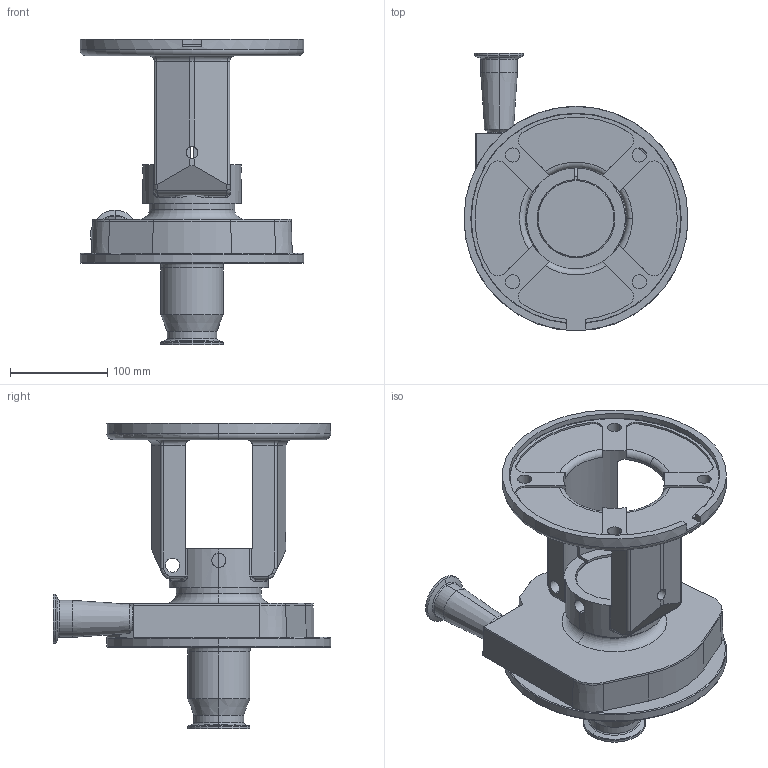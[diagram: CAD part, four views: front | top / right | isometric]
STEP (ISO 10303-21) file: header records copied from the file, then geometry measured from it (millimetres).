
FILE_DESCRIPTION (( 'STEP AP214' ), '1' );
FILE_NAME ('FPR 721-722-731 180-210TC VERT.STEP', '2023-01-10T17:24:22', ( '' ), ( '' ), 'SwSTEP 2.0', 'SolidWorks 2021', '' );
FILE_SCHEMA (( 'AUTOMOTIVE_DESIGN' ));
Length unit declared in the file: millimetre
Products named in the file (1): FPR 721-722-731 180-210TC VERT
Bounding box: 230 x 285 x 314 mm (x, y, z)
Volume: 2342722.6 mm3; surface area: 395026.3 mm2
Topology: 1 solids, 1 shells, 302 faces, 771 edges, 465 vertices
Faces by surface type: cylinder 111, plane 69, torus 67, cone 45, bspline 10
Entity records: 10609 total; most frequent: CARTESIAN_POINT 3194, DIRECTION 1650, ORIENTED_EDGE 1530, EDGE_CURVE 765, AXIS2_PLACEMENT_3D 678, VERTEX_POINT 465, CIRCLE 385, EDGE_LOOP 328
